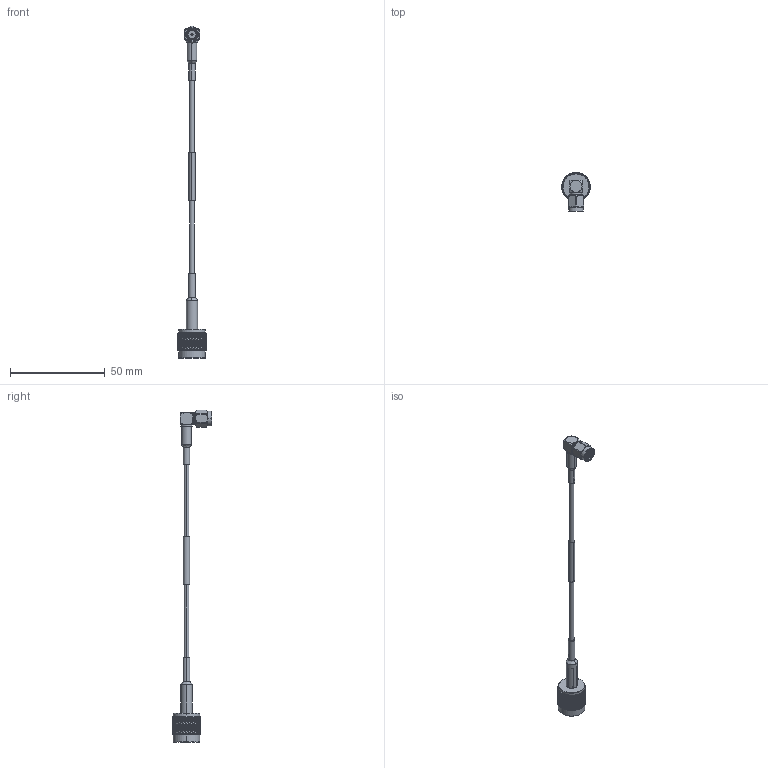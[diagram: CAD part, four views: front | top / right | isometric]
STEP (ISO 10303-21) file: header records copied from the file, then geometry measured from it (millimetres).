
FILE_DESCRIPTION (( 'STEP AP214' ), '1' );
FILE_NAME ('FMC00341_3D.step', '2024-04-12T22:41:43', ( '' ), ( '' ), 'SwSTEP 2.0', 'SolidWorks 2022', '' );
FILE_SCHEMA (( 'AUTOMOTIVE_DESIGN' ));
Length unit declared in the file: inch
Products named in the file (5): Copy of SC6052^FMC00341_Heat Shrink; Copy of PE4302 ¦ SC4260^FMC00341_Heat Shrink; Copy of Coax Cable^FMC00341_RG316 L4; FMC00341_3D; 1AW01-003_.126 ID
Assembly tree (4 placements, depth 2):
  FMC00341_3D
    Copy of Coax Cable^FMC00341_RG316 L4
    Copy of PE4302 ¦ SC4260^FMC00341_Heat Shrink
    Copy of SC6052^FMC00341_Heat Shrink
    1AW01-003_.126 ID
Bounding box: 14.99 x 20.76 x 175.08 mm (x, y, z)
Volume: 4008 mm3; surface area: 5199.2 mm2
Topology: 6 solids, 6 shells, 3091 faces, 6717 edges, 3654 vertices
Faces by surface type: bspline 2179, cylinder 636, plane 175, cone 93, torus 8
Entity records: 122194 total; most frequent: CARTESIAN_POINT 78796, ORIENTED_EDGE 13434, EDGE_CURVE 6717, VERTEX_POINT 3654, DIRECTION 3420, EDGE_LOOP 3109, ADVANCED_FACE 3091, FACE_OUTER_BOUND 3091
